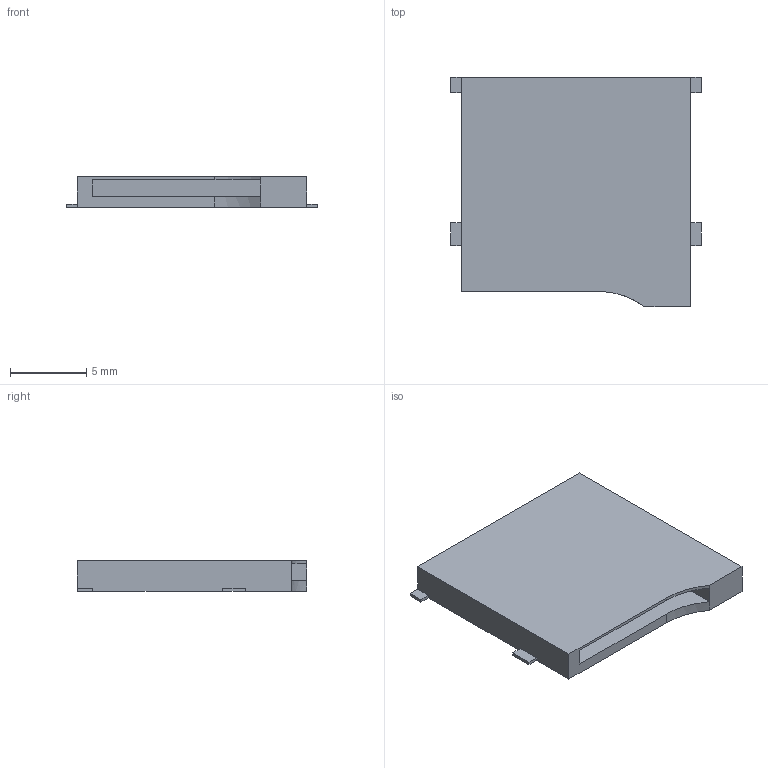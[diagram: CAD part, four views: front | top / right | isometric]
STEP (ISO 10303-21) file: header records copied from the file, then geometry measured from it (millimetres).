
FILE_DESCRIPTION (( 'STEP AP214' ), '1' );
FILE_NAME ('Conn_MicroSD_TFWF1.STEP', '2018-07-20T18:36:51', ( '' ), ( '' ), 'SwSTEP 2.0', 'SolidWorks 2018', '' );
FILE_SCHEMA (( 'AUTOMOTIVE_DESIGN' ));
Length unit declared in the file: millimetre
Products named in the file (1): Conn_MicroSD_TFWF1
Bounding box: 16.4 x 15 x 2 mm (x, y, z)
Volume: 294.5 mm3; surface area: 823.5 mm2
Topology: 1 solids, 1 shells, 28 faces, 76 edges, 50 vertices
Faces by surface type: plane 26, bspline 2
Entity records: 902 total; most frequent: CARTESIAN_POINT 173, ORIENTED_EDGE 152, DIRECTION 126, EDGE_CURVE 76, VECTOR 72, LINE 72, VERTEX_POINT 50, ADVANCED_FACE 28
